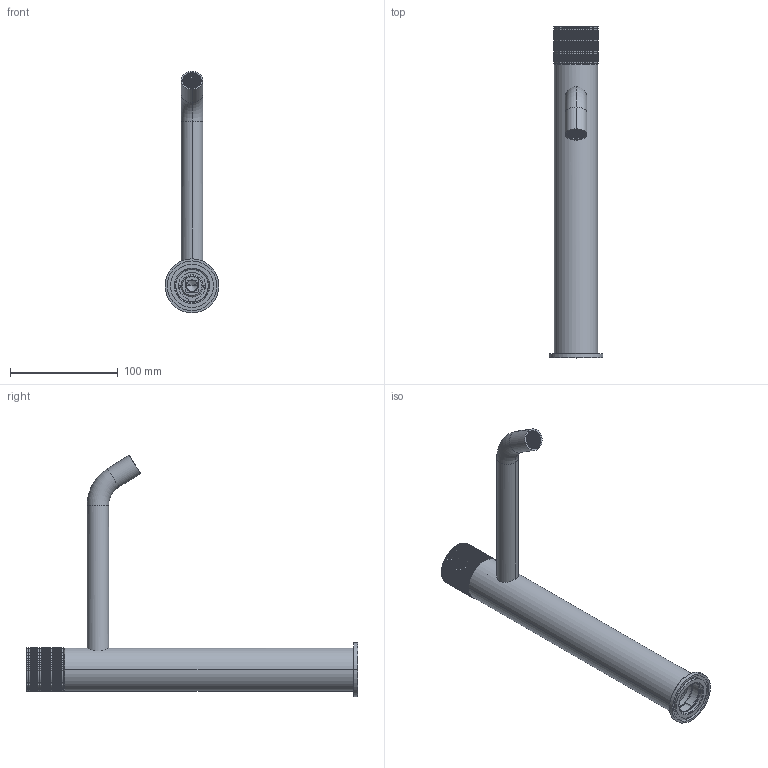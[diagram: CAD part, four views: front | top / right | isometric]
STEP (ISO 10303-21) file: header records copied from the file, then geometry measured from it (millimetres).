
FILE_DESCRIPTION((''),'2;1');
FILE_NAME('ALOG222_001','2023-01-26T11:47:33',('michelaferrini'),(''),'CREO PARAMETRIC BY PTC INC, 2022164','CREO PARAMETRIC BY PTC INC, 2022164','');
FILE_SCHEMA(('CONFIG_CONTROL_DESIGN'));
Length unit declared in the file: millimetre
Products named in the file (8): ALOG222C001; ALOG007C002; ALOG222W001; SCCMAC0007; ALOG005C006; SARMAC0011; SBTMAC0002; ALOG222_001
Assembly tree (7 placements, depth 3):
  ALOG222_001
    ALOG222W001
      ALOG222C001
      ALOG007C002
    SCCMAC0007
    ALOG005C006
    SARMAC0011
    SBTMAC0002
Bounding box: 50 x 307.56 x 223.8 mm (x, y, z)
Volume: 144168.1 mm3; surface area: 112829.5 mm2
Topology: 7 solids, 13 shells, 6552 faces, 13795 edges, 7334 vertices
Faces by surface type: plane 2903, cone 2233, cylinder 1279, bspline 75, torus 58, sphere 4
Entity records: 188553 total; most frequent: CARTESIAN_POINT 57844, ORIENTED_EDGE 27558, DIRECTION 26052, EDGE_CURVE 13789, AXIS2_PLACEMENT_3D 10459, VERTEX_POINT 7335, EDGE_LOOP 6650, FACE_OUTER_BOUND 6552
